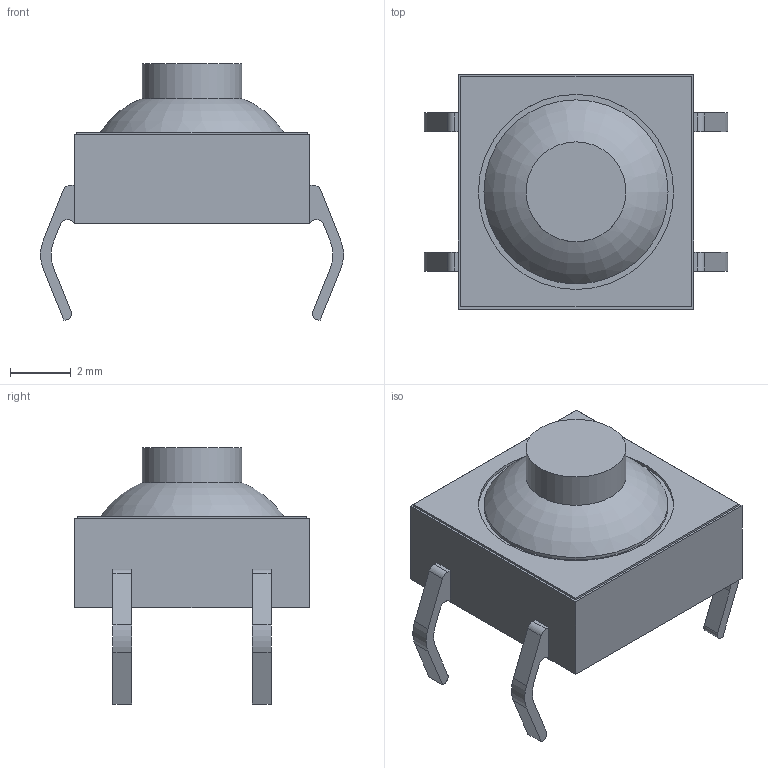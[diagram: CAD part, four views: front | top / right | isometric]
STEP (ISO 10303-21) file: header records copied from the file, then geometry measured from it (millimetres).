
FILE_DESCRIPTION(/* description */ ('Unknown'),/* implementation_level */ '2;1');
FILE_NAME(/* name */ 'Tactal Switch -SOFT -Thru (8mmx 8mmx5.45mm)',/* time_stamp */ '2018-10-30T15:39:14-04:00',/* author */ ('Unknown'),/* organization */ ('Unknown'),/* preprocessor_version */ 'ST-DEVELOPER v16.7',/* originating_system */ 'DEX',/* authorisation */ $);
FILE_SCHEMA (('AUTOMOTIVE_DESIGN {1 0 10303 214 3 1 1}'));
Length unit declared in the file: millimetre
Products named in the file (1): Tactal Switch -SOFT -Thru (8mmx 8mmx5.45mm)
Bounding box: 10.02 x 7.75 x 8.46 mm (x, y, z)
Volume: 216.9 mm3; surface area: 309 mm2
Topology: 1 solids, 21 shells, 241 faces, 578 edges, 382 vertices
Faces by surface type: plane 178, bspline 39, cylinder 23, torus 1
Full cylindrical faces by diameter (mm): 3.302 x1, 6.087 x1, 6.449 x1
Entity records: 9915 total; most frequent: CARTESIAN_POINT 3219, ORIENTED_EDGE 1140, DIRECTION 758, EDGE_CURVE 570, VERTEX_POINT 382, B_SPLINE_CURVE_WITH_KNOTS 264, EDGE_LOOP 264, FACE_BOUND 264
